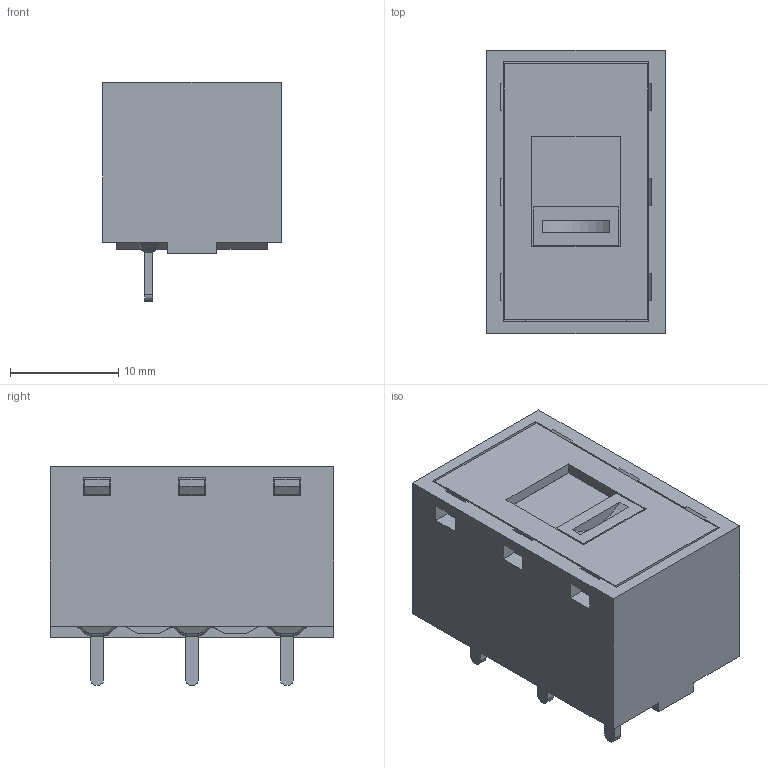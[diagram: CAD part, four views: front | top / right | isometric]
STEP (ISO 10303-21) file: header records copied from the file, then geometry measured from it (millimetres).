
FILE_DESCRIPTION(('FreeCAD Model'),'2;1');
FILE_NAME('V70212MS02Q004.step','2017-03-15T09:52:26',( 'kicad StepUp'),('ksu MCAD'),'Open CASCADE STEP processor 6.8', 'FreeCAD','Unknown');
FILE_SCHEMA(('AUTOMOTIVE_DESIGN_CC2 { 1 2 10303 214 -1 1 5 4 }'));
Length unit declared in the file: millimetre
Products named in the file (1): V70212MS02Q004
Bounding box: 16.51 x 26.19 x 20.22 mm (x, y, z)
Volume: 2924.4 mm3; surface area: 4736.9 mm2
Topology: 4 solids, 4 shells, 408 faces, 1140 edges, 748 vertices
Faces by surface type: plane 340, cylinder 44, bspline 24
Entity records: 16565 total; most frequent: CARTESIAN_POINT 3393, ORIENTED_EDGE 2280, DIRECTION 1886, EDGE_CURVE 1140, LINE 988, VECTOR 988, VERTEX_POINT 748, AXIS2_PLACEMENT_3D 449
